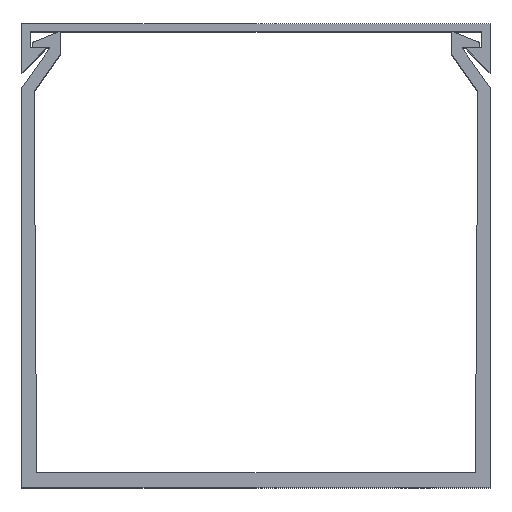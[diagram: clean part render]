
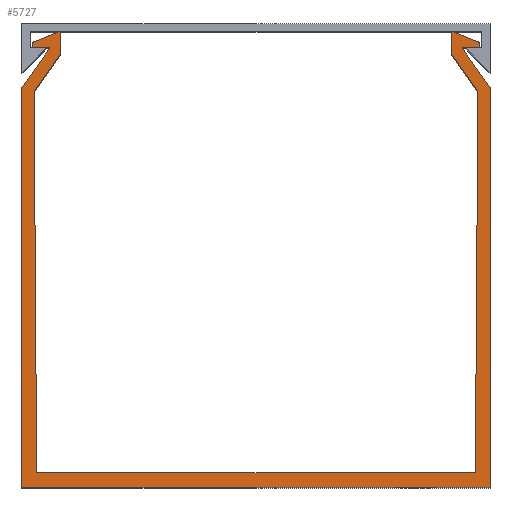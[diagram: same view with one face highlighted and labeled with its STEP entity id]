
A CAD part, top view. The second image highlights one B-rep face of the part: STEP entity #5727.
In plain terms, the highlighted planar face has unit normal (0, 0, 1).
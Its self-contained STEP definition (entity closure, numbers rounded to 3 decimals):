
#300=DIRECTION('',(-0.574,0.819,0.));
#301=VECTOR('',#300,7.63);
#302=CARTESIAN_POINT('',(36.75,62.75,100.));
#303=LINE('',#302,#301);
#416=DIRECTION('',(0.574,-0.819,0.));
#417=VECTOR('',#416,7.148);
#418=CARTESIAN_POINT('',(30.75,68.006,100.));
#419=LINE('',#418,#417);
#464=DIRECTION('',(0.,-1.,0.));
#465=VECTOR('',#464,3.64);
#466=CARTESIAN_POINT('',(30.75,71.647,100.));
#467=LINE('',#466,#465);
#680=DIRECTION('',(-0.007,-1.,0.));
#681=VECTOR('',#680,59.852);
#682=CARTESIAN_POINT('',(34.85,62.151,100.));
#683=LINE('',#682,#681);
#720=DIRECTION('',(-0.007,1.,0.));
#721=VECTOR('',#720,59.852);
#722=CARTESIAN_POINT('',(-34.447,2.3,100.));
#723=LINE('',#722,#721);
#824=DIRECTION('',(-0.574,-0.819,0.));
#825=VECTOR('',#824,7.63);
#826=CARTESIAN_POINT('',(-32.374,69.,100.));
#827=LINE('',#826,#825);
#928=DIRECTION('',(1.,0.,0.));
#929=VECTOR('',#928,2.276);
#930=CARTESIAN_POINT('',(-34.65,69.,100.));
#931=LINE('',#930,#929);
#1092=DIRECTION('',(-0.925,-0.381,0.));
#1093=VECTOR('',#1092,4.424);
#1094=CARTESIAN_POINT('',(-30.75,71.647,100.));
#1095=LINE('',#1094,#1093);
#1364=DIRECTION('',(1.,0.,0.));
#1365=VECTOR('',#1364,2.276);
#1366=CARTESIAN_POINT('',(32.374,69.,100.));
#1367=LINE('',#1366,#1365);
#1432=DIRECTION('',(0.,1.,0.));
#1433=VECTOR('',#1432,62.75);
#1434=CARTESIAN_POINT('',(36.75,0.,100.));
#1435=LINE('',#1434,#1433);
#1620=DIRECTION('',(-1.,0.,0.));
#1621=VECTOR('',#1620,73.5);
#1622=CARTESIAN_POINT('',(36.75,0.,100.));
#1623=LINE('',#1622,#1621);
#1624=DIRECTION('',(0.,1.,0.));
#1625=VECTOR('',#1624,62.75);
#1626=CARTESIAN_POINT('',(-36.75,0.,100.));
#1627=LINE('',#1626,#1625);
#1628=CARTESIAN_POINT('',(-34.65,69.5,100.));
#1629=DIRECTION('',(0.,0.,1.));
#1630=DIRECTION('',(-0.381,0.925,0.));
#1631=AXIS2_PLACEMENT_3D('',#1628,#1629,#1630);
#1633=DIRECTION('',(0.,-1.,0.));
#1634=VECTOR('',#1633,3.64);
#1635=CARTESIAN_POINT('',(-30.75,71.647,100.));
#1636=LINE('',#1635,#1634);
#1637=DIRECTION('',(-0.574,-0.819,0.));
#1638=VECTOR('',#1637,7.148);
#1639=CARTESIAN_POINT('',(-30.75,68.006,100.));
#1640=LINE('',#1639,#1638);
#1641=DIRECTION('',(0.925,-0.381,0.));
#1642=VECTOR('',#1641,4.424);
#1643=CARTESIAN_POINT('',(30.75,71.647,100.));
#1644=LINE('',#1643,#1642);
#1645=CARTESIAN_POINT('',(34.65,69.5,100.));
#1646=DIRECTION('',(0.,0.,-1.));
#1647=DIRECTION('',(0.381,0.925,0.));
#1648=AXIS2_PLACEMENT_3D('',#1645,#1646,#1647);
#1658=DIRECTION('',(-1.,0.,0.));
#1659=VECTOR('',#1658,68.893);
#1660=CARTESIAN_POINT('',(34.447,2.3,100.));
#1661=LINE('',#1660,#1659);
#2658=CARTESIAN_POINT('',(-34.84,69.962,100.));
#2659=CARTESIAN_POINT('',(-34.65,69.,100.));
#2660=VERTEX_POINT('',#2658);
#2661=VERTEX_POINT('',#2659);
#2666=CARTESIAN_POINT('',(34.84,69.962,100.));
#2667=CARTESIAN_POINT('',(34.65,69.,100.));
#2668=VERTEX_POINT('',#2666);
#2669=VERTEX_POINT('',#2667);
#2927=CARTESIAN_POINT('',(-36.75,0.,100.));
#2929=VERTEX_POINT('',#2927);
#2932=CARTESIAN_POINT('',(-36.75,62.75,100.));
#2933=VERTEX_POINT('',#2932);
#2935=CARTESIAN_POINT('',(36.75,0.,100.));
#2937=VERTEX_POINT('',#2935);
#2940=CARTESIAN_POINT('',(36.75,62.75,100.));
#2941=VERTEX_POINT('',#2940);
#2943=CARTESIAN_POINT('',(-34.447,2.3,100.));
#2945=VERTEX_POINT('',#2943);
#2948=CARTESIAN_POINT('',(-34.85,62.151,100.));
#2949=VERTEX_POINT('',#2948);
#2951=CARTESIAN_POINT('',(34.447,2.3,100.));
#2953=VERTEX_POINT('',#2951);
#2954=CARTESIAN_POINT('',(34.85,62.151,100.));
#2955=VERTEX_POINT('',#2954);
#3087=CARTESIAN_POINT('',(-30.75,68.006,100.));
#3089=VERTEX_POINT('',#3087);
#3123=CARTESIAN_POINT('',(30.75,68.006,100.));
#3125=VERTEX_POINT('',#3123);
#3159=CARTESIAN_POINT('',(-30.75,71.647,100.));
#3161=VERTEX_POINT('',#3159);
#3195=CARTESIAN_POINT('',(30.75,71.647,100.));
#3197=VERTEX_POINT('',#3195);
#3231=CARTESIAN_POINT('',(-32.374,69.,100.));
#3233=VERTEX_POINT('',#3231);
#3267=CARTESIAN_POINT('',(32.374,69.,100.));
#3269=VERTEX_POINT('',#3267);
#5701=CARTESIAN_POINT('',(0.,0.,100.));
#5702=DIRECTION('',(0.,0.,1.));
#5703=DIRECTION('',(1.,0.,0.));
#5704=AXIS2_PLACEMENT_3D('',#5701,#5702,#5703);
#5705=PLANE('',#5704);
#5706=ORIENTED_EDGE('',*,*,#5504,.F.);
#5707=ORIENTED_EDGE('',*,*,#3610,.F.);
#5708=ORIENTED_EDGE('',*,*,#5557,.F.);
#5709=ORIENTED_EDGE('',*,*,#5613,.T.);
#5710=ORIENTED_EDGE('',*,*,#4563,.T.);
#5711=ORIENTED_EDGE('',*,*,#4701,.F.);
#5712=ORIENTED_EDGE('',*,*,#4829,.F.);
#5713=ORIENTED_EDGE('',*,*,#4846,.F.);
#5714=ORIENTED_EDGE('',*,*,#5094,.F.);
#5715=ORIENTED_EDGE('',*,*,#5222,.T.);
#5716=ORIENTED_EDGE('',*,*,#5347,.T.);
#5717=ORIENTED_EDGE('',*,*,#4414,.F.);
#5719=ORIENTED_EDGE('',*,*,#5718,.F.);
#5720=ORIENTED_EDGE('',*,*,#4357,.F.);
#5721=ORIENTED_EDGE('',*,*,#3803,.F.);
#5722=ORIENTED_EDGE('',*,*,#3937,.F.);
#5723=ORIENTED_EDGE('',*,*,#4066,.T.);
#5724=ORIENTED_EDGE('',*,*,#4133,.T.);
#5725=EDGE_LOOP('',(#5706,#5707,#5708,#5709,#5710,#5711,#5712,#5713,#5714,#5715,
#5716,#5717,#5719,#5720,#5721,#5722,#5723,#5724));
#5726=FACE_OUTER_BOUND('',#5725,.F.);
#1632=CIRCLE('',#1631,0.5);
#1649=CIRCLE('',#1648,0.5);
#3610=EDGE_CURVE('',#2941,#3269,#303,.T.);
#3803=EDGE_CURVE('',#3125,#2955,#419,.T.);
#3937=EDGE_CURVE('',#3197,#3125,#467,.T.);
#4066=EDGE_CURVE('',#3197,#2668,#1644,.T.);
#4133=EDGE_CURVE('',#2668,#2669,#1649,.T.);
#4357=EDGE_CURVE('',#2955,#2953,#683,.T.);
#4414=EDGE_CURVE('',#2945,#2949,#723,.T.);
#4563=EDGE_CURVE('',#2929,#2933,#1627,.T.);
#4701=EDGE_CURVE('',#3233,#2933,#827,.T.);
#4829=EDGE_CURVE('',#2661,#3233,#931,.T.);
#4846=EDGE_CURVE('',#2660,#2661,#1632,.T.);
#5094=EDGE_CURVE('',#3161,#2660,#1095,.T.);
#5222=EDGE_CURVE('',#3161,#3089,#1636,.T.);
#5347=EDGE_CURVE('',#3089,#2949,#1640,.T.);
#5504=EDGE_CURVE('',#3269,#2669,#1367,.T.);
#5557=EDGE_CURVE('',#2937,#2941,#1435,.T.);
#5613=EDGE_CURVE('',#2937,#2929,#1623,.T.);
#5718=EDGE_CURVE('',#2953,#2945,#1661,.T.);
#5727=ADVANCED_FACE('',(#5726),#5705,.T.);
